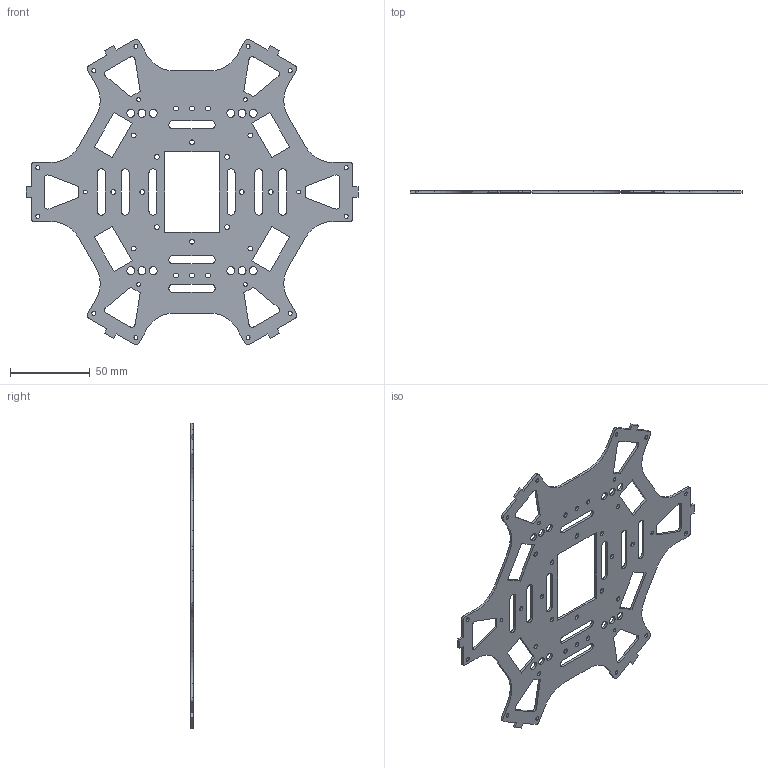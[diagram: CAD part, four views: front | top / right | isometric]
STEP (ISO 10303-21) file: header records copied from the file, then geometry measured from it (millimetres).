
FILE_DESCRIPTION (( 'STEP AP203' ), '1' );
FILE_NAME ('Top_Plate_S550_Predeterminado_sldprt.STEP', '2024-02-23T00:25:10', ( '' ), ( '' ), 'SwSTEP 2.0', 'SolidWorks 2023', '' );
FILE_SCHEMA (( 'CONFIG_CONTROL_DESIGN' ));
Length unit declared in the file: millimetre
Products named in the file (1): Top_Plate_S550_Predeterminado_sldprt
Bounding box: 208.4 x 1.55 x 191.97 mm (x, y, z)
Volume: 27564.2 mm3; surface area: 39881.4 mm2
Topology: 1 solids, 1 shells, 266 faces, 792 edges, 528 vertices
Faces by surface type: cylinder 154, plane 112
Entity records: 9401 total; most frequent: DIRECTION 1634, CARTESIAN_POINT 1587, ORIENTED_EDGE 1584, EDGE_CURVE 792, AXIS2_PLACEMENT_3D 575, VERTEX_POINT 528, VECTOR 484, LINE 484
